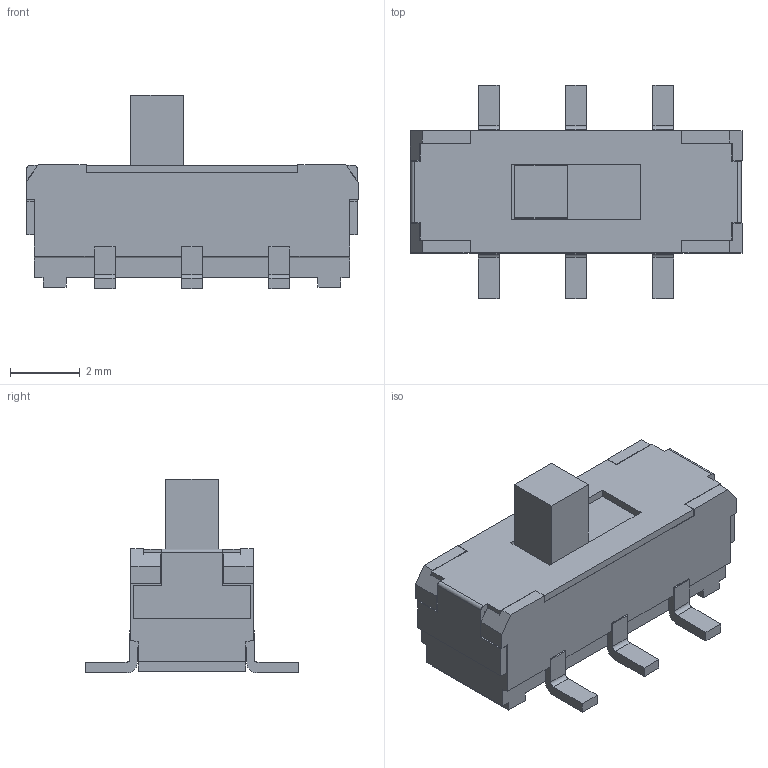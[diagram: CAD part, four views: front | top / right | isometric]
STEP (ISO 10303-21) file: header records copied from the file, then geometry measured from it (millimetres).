
FILE_DESCRIPTION(/* description */ ('Unknown'),/* implementation_level */ '2;1');
FILE_NAME(/* name */ 'LSSAM22-V-T_R',/* time_stamp */ '2024-09-19T09:25:43+02:00',/* author */ ('Unknown'),/* organization */ ('Unknown'),/* preprocessor_version */ 'ST-DEVELOPER v18.102',/* originating_system */ 'Solid Edge',/* authorisation */ 'Unknown');
FILE_SCHEMA (('AUTOMOTIVE_DESIGN {1 0 10303 214 3 1 1}'));
Length unit declared in the file: millimetre
Products named in the file (1): LSSAM22-V-T_R
Bounding box: 9.5 x 6.11 x 5.55 mm (x, y, z)
Volume: 108.9 mm3; surface area: 193.2 mm2
Topology: 1 solids, 1 shells, 180 faces, 520 edges, 344 vertices
Faces by surface type: plane 154, cylinder 26
Entity records: 7117 total; most frequent: CARTESIAN_POINT 1045, ORIENTED_EDGE 1040, DIRECTION 934, EDGE_CURVE 520, LINE 468, VECTOR 468, VERTEX_POINT 344, AXIS2_PLACEMENT_3D 233
